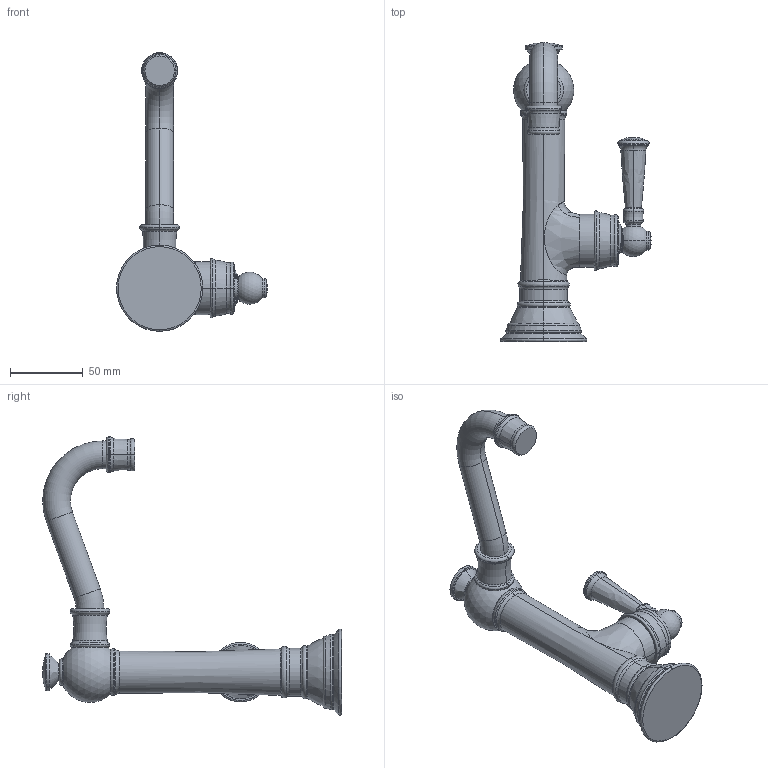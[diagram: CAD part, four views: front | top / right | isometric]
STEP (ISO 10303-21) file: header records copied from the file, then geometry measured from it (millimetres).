
FILE_DESCRIPTION((''),'2;1');
FILE_NAME('2473_SW0001','2021-02-10T17:17:01',('rsmith'),(''),'CREO PARAMETRIC BY PTC INC, 2018400','CREO PARAMETRIC BY PTC INC, 2018400','');
FILE_SCHEMA(('AUTOMOTIVE_DESIGN { 1 0 10303 214 1 1 1 1 }'));
Length unit declared in the file: inch
Products named in the file (1): 2473_SW0001
Bounding box: 103.84 x 205.66 x 191.65 mm (x, y, z)
Volume: 281996.1 mm3; surface area: 52319.4 mm2
Topology: 1 solids, 4 shells, 358 faces, 830 edges, 482 vertices
Faces by surface type: torus 117, cylinder 79, bspline 56, plane 54, cone 30, revolution 12, sphere 10
Entity records: 18031 total; most frequent: CARTESIAN_POINT 5485, DIRECTION 1698, ORIENTED_EDGE 1652, PRESENTATION_STYLE_ASSIGNMENT 1104, STYLED_ITEM 845, CURVE_STYLE 838, EDGE_CURVE 826, AXIS2_PLACEMENT_3D 750
